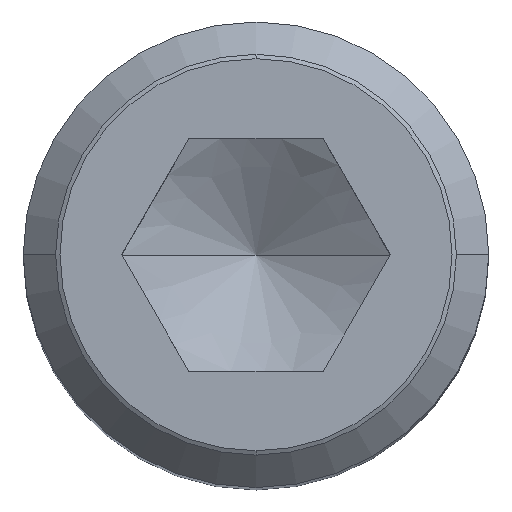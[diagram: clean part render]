
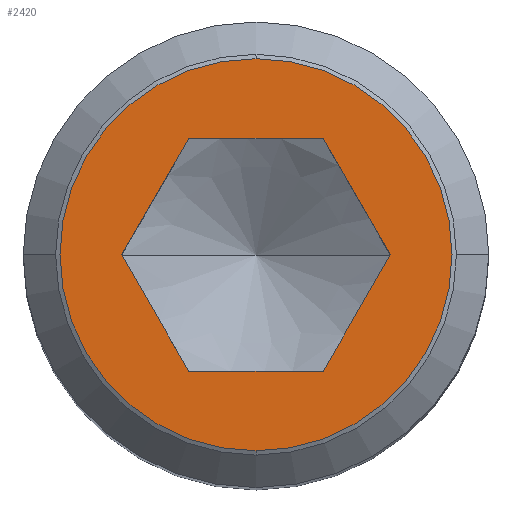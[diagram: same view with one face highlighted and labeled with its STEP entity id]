
A CAD part, top view. The second image highlights one B-rep face of the part: STEP entity #2420.
In plain terms, the highlighted planar face has unit normal (0, 0, 1).
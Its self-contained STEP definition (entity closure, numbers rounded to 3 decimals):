
#1290=EDGE_CURVE('',#2278,#2632,#3628,.T.);
#1302=VERTEX_POINT('',#3640);
#1402=EDGE_CURVE('',#2648,#1302,#3754,.T.);
#1570=EDGE_CURVE('',#2632,#2278,#3939,.T.);
#1576=EDGE_CURVE('',#1302,#2036,#3945,.T.);
#1924=VERTEX_POINT('',#4330);
#2036=VERTEX_POINT('',#4463);
#2044=EDGE_CURVE('',#1924,#2648,#4472,.T.);
#2278=VERTEX_POINT('',#4740);
#2420=ADVANCED_FACE('',(#4902,#4903),#4904,.T.);
#2578=EDGE_CURVE('',#2866,#3438,#5079,.T.);
#2632=VERTEX_POINT('',#5138);
#2648=VERTEX_POINT('',#5157);
#2866=VERTEX_POINT('',#5398);
#3034=EDGE_CURVE('',#3438,#1924,#5586,.T.);
#3108=EDGE_CURVE('',#2036,#2866,#5671,.T.);
#3438=VERTEX_POINT('',#6038);
#3628=CIRCLE('',#6273,5.053);
#3640=CARTESIAN_POINT('',(3.464,0.0,0.));
#3754=LINE('',#6450,#6451);
#3939=CIRCLE('',#6708,5.053);
#3945=LINE('',#6717,#6718);
#4330=CARTESIAN_POINT('',(-1.732,3.0,0.));
#4463=CARTESIAN_POINT('',(1.732,-3.0,0.));
#4472=LINE('',#7478,#7479);
#4740=CARTESIAN_POINT('',(0.,-5.053,0.));
#4902=FACE_BOUND('',#8078,.T.);
#4903=FACE_OUTER_BOUND('',#8079,.T.);
#4904=PLANE('',#8080);
#5079=LINE('',#8327,#8328);
#5138=CARTESIAN_POINT('',(0.,5.053,0.));
#5157=CARTESIAN_POINT('',(1.732,3.0,0.));
#5398=CARTESIAN_POINT('',(-1.732,-3.0,0.));
#5586=LINE('',#9043,#9044);
#5671=LINE('',#9159,#9160);
#6038=CARTESIAN_POINT('',(-3.464,0.0,0.));
#6273=AXIS2_PLACEMENT_3D('',#9906,#9907,#9908);
#6450=CARTESIAN_POINT('',(3.031,0.75,0.));
#6451=VECTOR('',#10047,1.0);
#6708=AXIS2_PLACEMENT_3D('',#10241,#10242,#10243);
#6717=CARTESIAN_POINT('',(2.165,-2.25,0.));
#6718=VECTOR('',#10245,1.0);
#7478=CARTESIAN_POINT('',(0.866,3.0,0.));
#7479=VECTOR('',#10858,1.0);
#8078=EDGE_LOOP('',(#11445,#11446,#11447,#11448,#11449,#11450));
#8079=EDGE_LOOP('',(#11451,#11452));
#8080=AXIS2_PLACEMENT_3D('',#11453,#11454,#11455);
#8327=CARTESIAN_POINT('',(-3.031,-0.75,0.));
#8328=VECTOR('',#11640,1.0);
#9043=CARTESIAN_POINT('',(-2.165,2.25,0.));
#9044=VECTOR('',#12196,1.0);
#9159=CARTESIAN_POINT('',(-0.866,-3.0,0.));
#9160=VECTOR('',#12305,1.0);
#9906=CARTESIAN_POINT('',(0.,0.,0.));
#9907=DIRECTION('',(0.0,0.0,1.0));
#9908=DIRECTION('',(0.,1.0,0.0));
#10047=DIRECTION('',(0.5,-0.866,0.));
#10241=CARTESIAN_POINT('',(0.,0.,0.));
#10242=DIRECTION('',(0.0,0.0,1.0));
#10243=DIRECTION('',(0.,1.0,0.0));
#10245=DIRECTION('',(-0.5,-0.866,0.));
#10858=DIRECTION('',(1.0,0.0,0.0));
#11445=ORIENTED_EDGE('',*,*,#2578,.T.);
#11446=ORIENTED_EDGE('',*,*,#3034,.T.);
#11447=ORIENTED_EDGE('',*,*,#2044,.T.);
#11448=ORIENTED_EDGE('',*,*,#1402,.T.);
#11449=ORIENTED_EDGE('',*,*,#1576,.T.);
#11450=ORIENTED_EDGE('',*,*,#3108,.T.);
#11451=ORIENTED_EDGE('',*,*,#1570,.T.);
#11452=ORIENTED_EDGE('',*,*,#1290,.T.);
#11453=CARTESIAN_POINT('',(-4.283,0.,0.));
#11454=DIRECTION('',(0.0,0.0,1.0));
#11455=DIRECTION('',(-1.0,0.,0.0));
#11640=DIRECTION('',(-0.5,0.866,0.));
#12196=DIRECTION('',(0.5,0.866,0.));
#12305=DIRECTION('',(-1.0,0.0,0.0));
